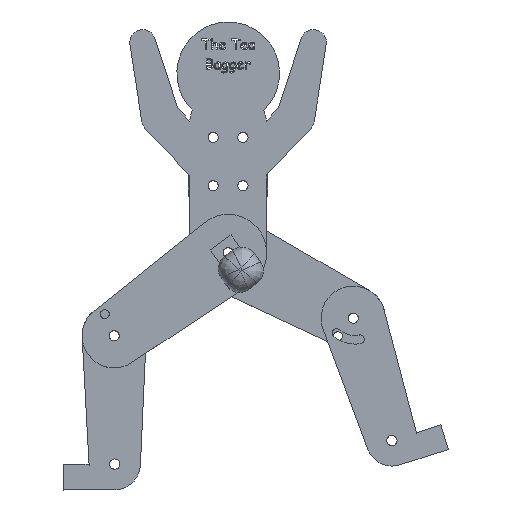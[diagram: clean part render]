
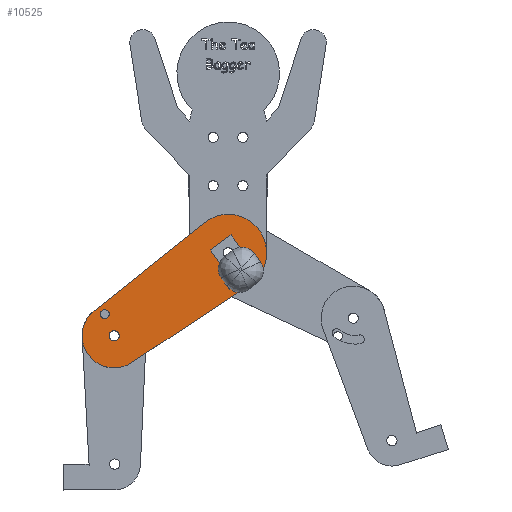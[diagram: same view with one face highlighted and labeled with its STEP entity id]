
A CAD part, top view. The second image highlights one B-rep face of the part: STEP entity #10525.
In plain terms, the highlighted planar face has unit normal (0, 0, 1).
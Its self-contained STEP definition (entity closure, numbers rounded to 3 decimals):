
#201=FACE_BOUND('',#1580,.T.);
#202=FACE_BOUND('',#1581,.T.);
#203=FACE_BOUND('',#1582,.T.);
#283=CIRCLE('',#10885,2.);
#285=CIRCLE('',#10888,2.);
#287=CIRCLE('',#10891,1.75);
#290=CIRCLE('',#10896,15.);
#292=CIRCLE('',#10900,12.5);
#437=PLANE('',#10901);
#965=FACE_OUTER_BOUND('',#1579,.T.);
#1579=EDGE_LOOP('',(#8898,#8899,#8900,#8901));
#1580=EDGE_LOOP('',(#8902));
#1581=EDGE_LOOP('',(#8903));
#1582=EDGE_LOOP('',(#8904));
#2267=LINE('',#20406,#3064);
#2271=LINE('',#20418,#3068);
#3064=VECTOR('',#11844,10.);
#3068=VECTOR('',#11856,10.);
#4792=VERTEX_POINT('',#20382);
#4794=VERTEX_POINT('',#20388);
#4796=VERTEX_POINT('',#20394);
#4800=VERTEX_POINT('',#20403);
#4801=VERTEX_POINT('',#20405);
#4803=VERTEX_POINT('',#20411);
#4805=VERTEX_POINT('',#20417);
#6198=EDGE_CURVE('',#4792,#4792,#283,.T.);
#6201=EDGE_CURVE('',#4794,#4794,#285,.T.);
#6204=EDGE_CURVE('',#4796,#4796,#287,.T.);
#6209=EDGE_CURVE('',#4801,#4800,#2267,.T.);
#6212=EDGE_CURVE('',#4803,#4801,#290,.T.);
#6215=EDGE_CURVE('',#4805,#4803,#2271,.T.);
#6218=EDGE_CURVE('',#4800,#4805,#292,.T.);
#8898=ORIENTED_EDGE('',*,*,#6218,.T.);
#8899=ORIENTED_EDGE('',*,*,#6215,.T.);
#8900=ORIENTED_EDGE('',*,*,#6212,.T.);
#8901=ORIENTED_EDGE('',*,*,#6209,.T.);
#8902=ORIENTED_EDGE('',*,*,#6204,.T.);
#8903=ORIENTED_EDGE('',*,*,#6201,.T.);
#8904=ORIENTED_EDGE('',*,*,#6198,.T.);
#10525=ADVANCED_FACE('',(#965,#201,#202,#203),#437,.T.);
#10885=AXIS2_PLACEMENT_3D('',#20383,#11821,#11822);
#10888=AXIS2_PLACEMENT_3D('',#20389,#11828,#11829);
#10891=AXIS2_PLACEMENT_3D('',#20395,#11835,#11836);
#10896=AXIS2_PLACEMENT_3D('',#20412,#11850,#11851);
#10900=AXIS2_PLACEMENT_3D('',#20422,#11862,#11863);
#10901=AXIS2_PLACEMENT_3D('',#20423,#11864,#11865);
#11821=DIRECTION('center_axis',(0.,0.,-1.));
#11822=DIRECTION('ref_axis',(1.,0.,0.));
#11828=DIRECTION('center_axis',(0.,0.,-1.));
#11829=DIRECTION('ref_axis',(1.,0.,0.));
#11835=DIRECTION('center_axis',(0.,0.,-1.));
#11836=DIRECTION('ref_axis',(1.,0.,0.));
#11844=DIRECTION('',(-0.045,0.999,0.));
#11850=DIRECTION('center_axis',(0.,0.,1.));
#11851=DIRECTION('ref_axis',(1.,0.,0.));
#11856=DIRECTION('',(-0.045,-0.999,0.));
#11862=DIRECTION('center_axis',(0.,0.,1.));
#11863=DIRECTION('ref_axis',(1.,0.,0.));
#11864=DIRECTION('center_axis',(0.,0.,1.));
#11865=DIRECTION('ref_axis',(1.,0.,0.));
#20382=CARTESIAN_POINT('',(-2.,55.,3.));
#20383=CARTESIAN_POINT('Origin',(0.,55.,3.));
#20388=CARTESIAN_POINT('',(-2.,0.,3.));
#20389=CARTESIAN_POINT('Origin',(0.,0.,3.));
#20394=CARTESIAN_POINT('',(7.25,53.,3.));
#20395=CARTESIAN_POINT('Origin',(9.,53.,3.));
#20403=CARTESIAN_POINT('',(12.487,55.568,3.));
#20405=CARTESIAN_POINT('',(14.984,0.682,3.));
#20406=CARTESIAN_POINT('',(12.487,55.568,3.));
#20411=CARTESIAN_POINT('',(-14.984,0.682,3.));
#20412=CARTESIAN_POINT('Origin',(0.,0.,3.));
#20417=CARTESIAN_POINT('',(-12.487,55.568,3.));
#20418=CARTESIAN_POINT('',(-12.487,55.568,3.));
#20422=CARTESIAN_POINT('Origin',(0.,55.,3.));
#20423=CARTESIAN_POINT('Origin',(0.,26.25,3.));
